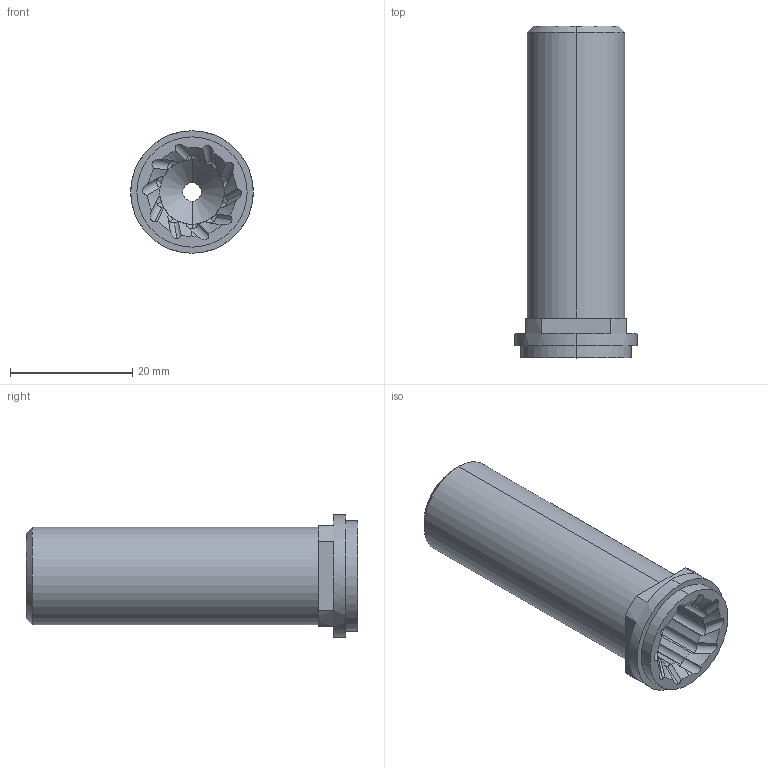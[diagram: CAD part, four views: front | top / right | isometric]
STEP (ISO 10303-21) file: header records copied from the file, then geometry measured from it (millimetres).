
FILE_DESCRIPTION (( 'STEP AP214' ), '1' );
FILE_NAME ('MMPE10045 - AE - Module fourreau-filière CMbis.STEP', '2025-01-14T17:28:04', ( '' ), ( '' ), 'SwSTEP 2.0', 'SolidWorks 2019', '' );
FILE_SCHEMA (( 'AUTOMOTIVE_DESIGN' ));
Length unit declared in the file: millimetre
Products named in the file (1): MMPE10045 - AE - Module fourreau-filière CMbis
Bounding box: 20 x 54.2 x 20 mm (x, y, z)
Volume: 6806 mm3; surface area: 5159.6 mm2
Topology: 1 solids, 1 shells, 91 faces, 238 edges, 153 vertices
Faces by surface type: cylinder 42, cone 35, plane 14
Entity records: 3142 total; most frequent: CARTESIAN_POINT 957, ORIENTED_EDGE 476, DIRECTION 415, EDGE_CURVE 238, AXIS2_PLACEMENT_3D 171, VERTEX_POINT 153, EDGE_LOOP 97, FACE_OUTER_BOUND 91
